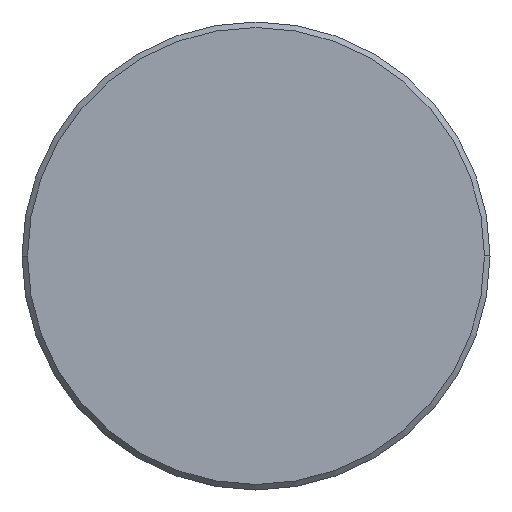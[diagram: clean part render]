
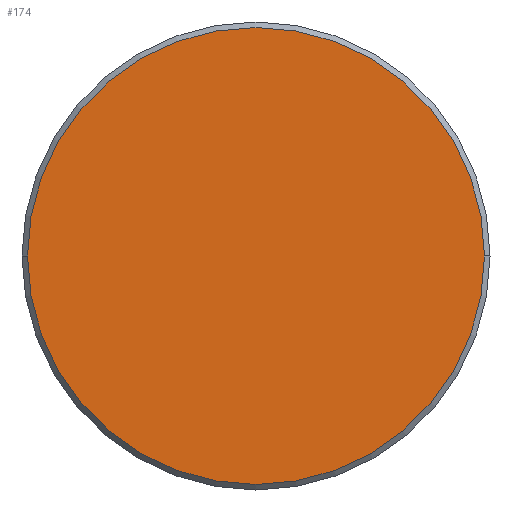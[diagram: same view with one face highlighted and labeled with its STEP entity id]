
A CAD part, left-side view. The second image highlights one B-rep face of the part: STEP entity #174.
In plain terms, the highlighted planar face has unit normal (-1, 0, 0).
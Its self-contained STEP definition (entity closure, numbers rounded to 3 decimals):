
#2 = CIRCLE ( 'NONE', #146, 12.4 ) ;
#5 = AXIS2_PLACEMENT_3D ( 'NONE', #136, #308, #161 ) ;
#25 = VERTEX_POINT ( 'NONE', #106 ) ;
#28 = ORIENTED_EDGE ( 'NONE', *, *, #191, .F. ) ;
#40 = PLANE ( 'NONE',  #61 ) ;
#61 = AXIS2_PLACEMENT_3D ( 'NONE', #181, #209, #62 ) ;
#62 = DIRECTION ( 'NONE',  ( 0., -1., 0. ) ) ;
#80 = CIRCLE ( 'NONE', #5, 12.4 ) ;
#106 = CARTESIAN_POINT ( 'NONE',  ( -62.5, 12.4, 0. ) ) ;
#114 = CARTESIAN_POINT ( 'NONE',  ( -62.5, 0., 0. ) ) ;
#136 = CARTESIAN_POINT ( 'NONE',  ( -62.5, 0., 0. ) ) ;
#141 = DIRECTION ( 'NONE',  ( 0., 1., 0. ) ) ;
#146 = AXIS2_PLACEMENT_3D ( 'NONE', #114, #288, #141 ) ;
#161 = DIRECTION ( 'NONE',  ( 0., 1., 0. ) ) ;
#174 = ADVANCED_FACE ( 'NONE', ( #286 ), #40, .T. ) ;
#177 = EDGE_LOOP ( 'NONE', ( #28, #228 ) ) ;
#181 = CARTESIAN_POINT ( 'NONE',  ( -62.5, 0., 0. ) ) ;
#191 = EDGE_CURVE ( 'NONE', #25, #232, #80, .T. ) ;
#209 = DIRECTION ( 'NONE',  ( -1., 0., 0. ) ) ;
#228 = ORIENTED_EDGE ( 'NONE', *, *, #290, .F. ) ;
#232 = VERTEX_POINT ( 'NONE', #282 ) ;
#282 = CARTESIAN_POINT ( 'NONE',  ( -62.5, -12.4, 0. ) ) ;
#286 = FACE_OUTER_BOUND ( 'NONE', #177, .T. ) ;
#288 = DIRECTION ( 'NONE',  ( 1., 0., 0. ) ) ;
#290 = EDGE_CURVE ( 'NONE', #232, #25, #2, .T. ) ;
#308 = DIRECTION ( 'NONE',  ( 1., 0., 0. ) ) ;
